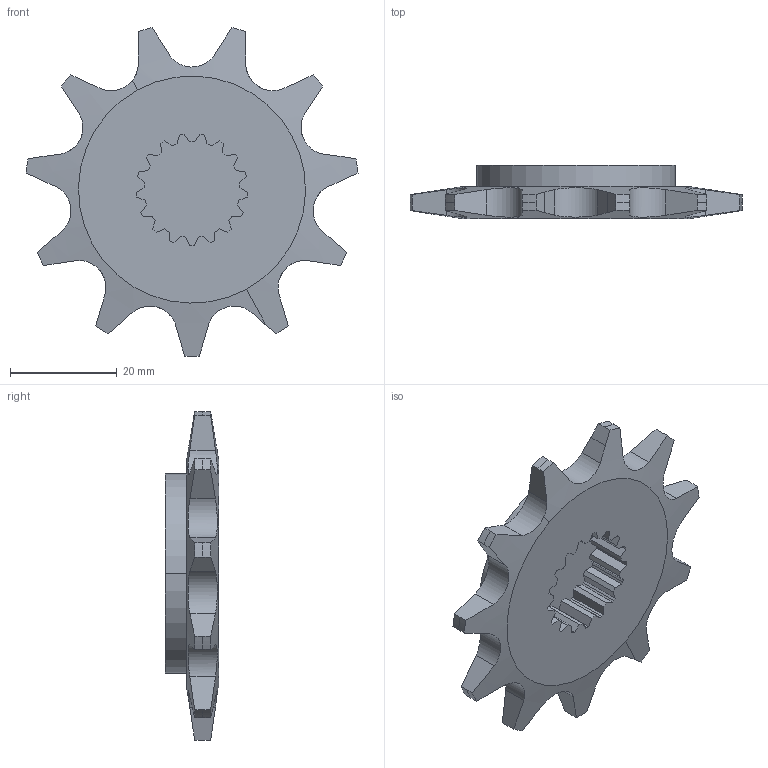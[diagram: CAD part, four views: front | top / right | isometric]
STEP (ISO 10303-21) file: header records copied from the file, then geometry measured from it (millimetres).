
FILE_DESCRIPTION(('CATIA V5 STEP Exchange'),'2;1');
FILE_NAME('xiaolianlun.stp','2019-04-29T07:53:17+00:00',('none'),('none'),'CATIA Version 5 Release 20 GA (IN-10)','CATIA V5 STEP AP203','none');
FILE_SCHEMA(('CONFIG_CONTROL_DESIGN'));
Length unit declared in the file: millimetre
Products named in the file (1): xiaolianlun
Bounding box: 62.33 x 10 x 61.73 mm (x, y, z)
Volume: 14236.7 mm3; surface area: 6729.5 mm2
Topology: 1 solids, 1 shells, 152 faces, 519 edges, 372 vertices
Faces by surface type: plane 113, cylinder 35, cone 4
Entity records: 5891 total; most frequent: CARTESIAN_POINT 1619, ORIENTED_EDGE 1036, DIRECTION 657, EDGE_CURVE 518, VERTEX_POINT 370, VECTOR 364, LINE 364, AXIS2_PLACEMENT_3D 168
